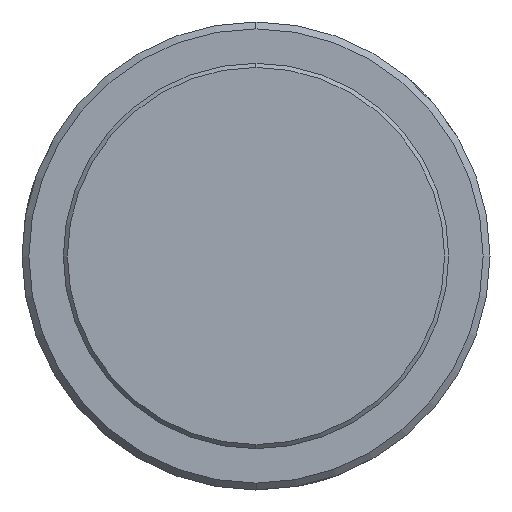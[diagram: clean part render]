
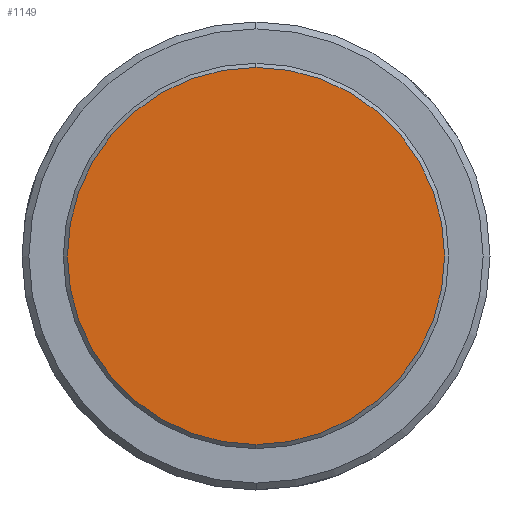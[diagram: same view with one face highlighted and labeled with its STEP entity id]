
A CAD part, left-side view. The second image highlights one B-rep face of the part: STEP entity #1149.
In plain terms, the highlighted planar face has unit normal (-1, 0, 0).
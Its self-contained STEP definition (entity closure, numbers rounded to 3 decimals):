
#78 = FACE_OUTER_BOUND ( 'NONE', #524, .T. ) ;
#97 = DIRECTION ( 'NONE',  ( -1., 0., 0. ) ) ;
#121 = CARTESIAN_POINT ( 'NONE',  ( -234.8, 0., -13.7 ) ) ;
#187 = AXIS2_PLACEMENT_3D ( 'NONE', #1078, #1066, #426 ) ;
#361 = ORIENTED_EDGE ( 'NONE', *, *, #477, .T. ) ;
#426 = DIRECTION ( 'NONE',  ( 0., 0., -1. ) ) ;
#452 = ORIENTED_EDGE ( 'NONE', *, *, #928, .T. ) ;
#454 = AXIS2_PLACEMENT_3D ( 'NONE', #1107, #97, #627 ) ;
#477 = EDGE_CURVE ( 'NONE', #821, #782, #1083, .T. ) ;
#483 = CARTESIAN_POINT ( 'NONE',  ( -234.8, 0., 13.7 ) ) ;
#524 = EDGE_LOOP ( 'NONE', ( #361, #452 ) ) ;
#590 = CARTESIAN_POINT ( 'NONE',  ( -234.8, -13.864, 13.864 ) ) ;
#606 = CIRCLE ( 'NONE', #454, 13.7 ) ;
#627 = DIRECTION ( 'NONE',  ( 0., 0., -1. ) ) ;
#683 = DIRECTION ( 'NONE',  ( 0., 0., -1. ) ) ;
#701 = AXIS2_PLACEMENT_3D ( 'NONE', #590, #1080, #683 ) ;
#782 = VERTEX_POINT ( 'NONE', #483 ) ;
#821 = VERTEX_POINT ( 'NONE', #121 ) ;
#928 = EDGE_CURVE ( 'NONE', #782, #821, #606, .T. ) ;
#1066 = DIRECTION ( 'NONE',  ( -1., 0., 0. ) ) ;
#1078 = CARTESIAN_POINT ( 'NONE',  ( -234.8, 0., 0. ) ) ;
#1080 = DIRECTION ( 'NONE',  ( 1., 0., 0. ) ) ;
#1083 = CIRCLE ( 'NONE', #187, 13.7 ) ;
#1107 = CARTESIAN_POINT ( 'NONE',  ( -234.8, 0., 0. ) ) ;
#1149 = ADVANCED_FACE ( 'NONE', ( #78 ), #1159, .F. ) ;
#1159 = PLANE ( 'NONE',  #701 ) ;
